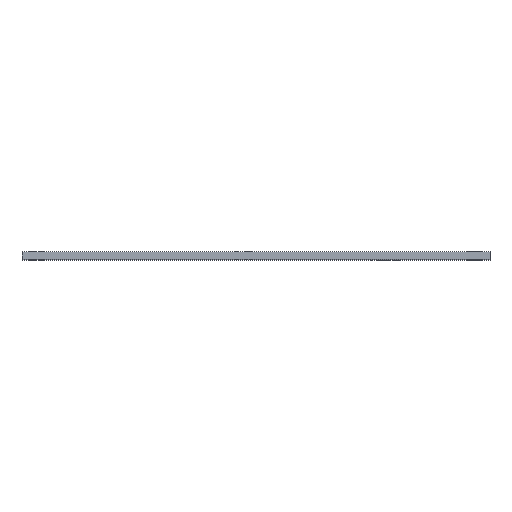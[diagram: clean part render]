
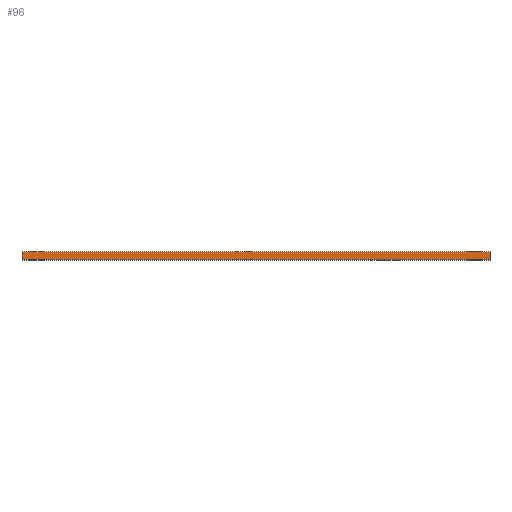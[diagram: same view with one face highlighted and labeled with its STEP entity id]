
A CAD part, top view. The second image highlights one B-rep face of the part: STEP entity #96.
In plain terms, the highlighted planar face has unit normal (0, 0, 1).
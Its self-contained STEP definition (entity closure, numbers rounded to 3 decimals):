
#3 = DIRECTION ( 'NONE',  ( 0., 0., -1. ) ) ;
#9 = VECTOR ( 'NONE', #415, 1000. ) ;
#28 = EDGE_CURVE ( 'NONE', #77, #140, #750, .T. ) ;
#30 = CARTESIAN_POINT ( 'NONE',  ( 93.7, 1.5, 0. ) ) ;
#38 = VECTOR ( 'NONE', #623, 1000. ) ;
#52 = VECTOR ( 'NONE', #194, 1000. ) ;
#53 = VERTEX_POINT ( 'NONE', #688 ) ;
#62 = PLANE ( 'NONE',  #655 ) ;
#70 = VECTOR ( 'NONE', #351, 1000. ) ;
#72 = CARTESIAN_POINT ( 'NONE',  ( 93.7, 1.5, 0. ) ) ;
#77 = VERTEX_POINT ( 'NONE', #398 ) ;
#95 = LINE ( 'NONE', #30, #70 ) ;
#96 = ADVANCED_FACE ( 'NONE', ( #580 ), #62, .F. ) ;
#133 = EDGE_CURVE ( 'NONE', #77, #734, #692, .T. ) ;
#140 = VERTEX_POINT ( 'NONE', #72 ) ;
#187 = CARTESIAN_POINT ( 'NONE',  ( 0., 0., 0. ) ) ;
#194 = DIRECTION ( 'NONE',  ( 0., -1., 0. ) ) ;
#221 = EDGE_CURVE ( 'NONE', #734, #53, #773, .T. ) ;
#229 = EDGE_CURVE ( 'NONE', #140, #53, #95, .T. ) ;
#252 = ORIENTED_EDGE ( 'NONE', *, *, #133, .T. ) ;
#254 = CARTESIAN_POINT ( 'NONE',  ( 0., 1.5, 0. ) ) ;
#351 = DIRECTION ( 'NONE',  ( 0., -1., 0. ) ) ;
#388 = DIRECTION ( 'NONE',  ( -1., 0., 0. ) ) ;
#398 = CARTESIAN_POINT ( 'NONE',  ( 0., 1.5, 0. ) ) ;
#415 = DIRECTION ( 'NONE',  ( 1., 0., 0. ) ) ;
#470 = CARTESIAN_POINT ( 'NONE',  ( 0., 0., 0. ) ) ;
#580 = FACE_OUTER_BOUND ( 'NONE', #660, .T. ) ;
#623 = DIRECTION ( 'NONE',  ( 1., 0., 0. ) ) ;
#625 = ORIENTED_EDGE ( 'NONE', *, *, #28, .F. ) ;
#637 = ORIENTED_EDGE ( 'NONE', *, *, #221, .T. ) ;
#655 = AXIS2_PLACEMENT_3D ( 'NONE', #813, #3, #388 ) ;
#660 = EDGE_LOOP ( 'NONE', ( #637, #664, #625, #252 ) ) ;
#664 = ORIENTED_EDGE ( 'NONE', *, *, #229, .F. ) ;
#685 = CARTESIAN_POINT ( 'NONE',  ( 0., 1.5, 0. ) ) ;
#688 = CARTESIAN_POINT ( 'NONE',  ( 93.7, 0., 0. ) ) ;
#692 = LINE ( 'NONE', #254, #52 ) ;
#734 = VERTEX_POINT ( 'NONE', #187 ) ;
#750 = LINE ( 'NONE', #685, #38 ) ;
#773 = LINE ( 'NONE', #470, #9 ) ;
#813 = CARTESIAN_POINT ( 'NONE',  ( 0., 1.5, 0. ) ) ;
